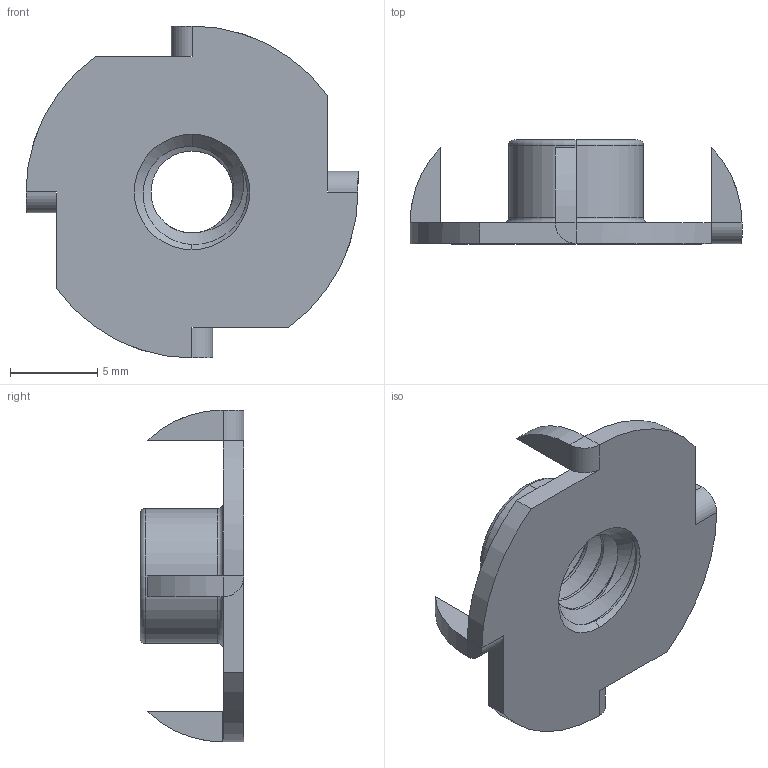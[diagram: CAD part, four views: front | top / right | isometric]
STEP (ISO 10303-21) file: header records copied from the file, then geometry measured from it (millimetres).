
FILE_DESCRIPTION (( 'STEP AP203' ), '1' );
FILE_NAME ('90975A104_Steel Tee Nut Inserts.STEP', '2025-04-25T15:37:25', ( 'Administrator' ), ( 'Managed by Terraform' ), 'SwSTEP 2.0', 'SolidWorks 2017', '' );
FILE_SCHEMA (( 'CONFIG_CONTROL_DESIGN' ));
Length unit declared in the file: inch
Products named in the file (1): 90975A104_Steel Tee Nut Inserts
Bounding box: 19.05 x 5.96 x 19.05 mm (x, y, z)
Volume: 414.4 mm3; surface area: 912.6 mm2
Topology: 1 solids, 1 shells, 74 faces, 196 edges, 125 vertices
Faces by surface type: cylinder 36, plane 27, cone 5, torus 4, bspline 2
Entity records: 3204 total; most frequent: CARTESIAN_POINT 1399, ORIENTED_EDGE 392, DIRECTION 335, EDGE_CURVE 196, VERTEX_POINT 125, AXIS2_PLACEMENT_3D 122, VECTOR 91, LINE 91
